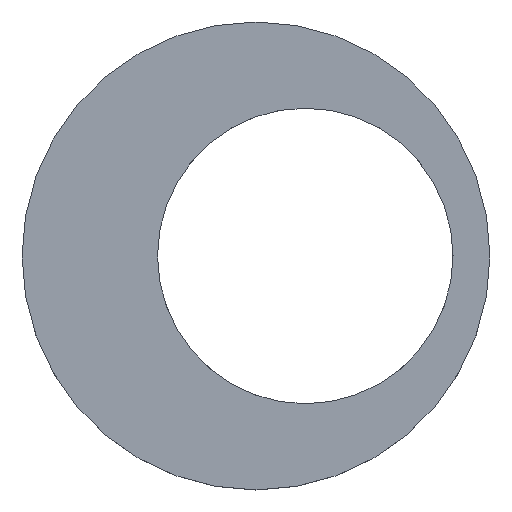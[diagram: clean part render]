
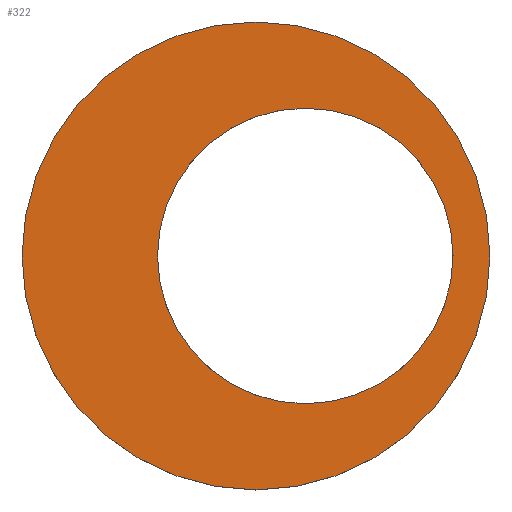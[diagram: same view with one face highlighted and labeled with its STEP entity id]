
A CAD part, top view. The second image highlights one B-rep face of the part: STEP entity #322.
In plain terms, the highlighted planar face has unit normal (0, 0, 1).
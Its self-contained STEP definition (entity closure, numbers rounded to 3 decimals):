
#6 = CIRCLE ( 'NONE', #215, 475. ) ;
#8 = DIRECTION ( 'NONE',  ( 1., 0., 0. ) ) ;
#10 = CARTESIAN_POINT ( 'NONE',  ( -475., 0., 95. ) ) ;
#22 = DIRECTION ( 'NONE',  ( 0., 0., 1. ) ) ;
#36 = EDGE_LOOP ( 'NONE', ( #209, #260 ) ) ;
#39 = EDGE_CURVE ( 'NONE', #108, #316, #6, .T. ) ;
#52 = AXIS2_PLACEMENT_3D ( 'NONE', #373, #104, #315 ) ;
#55 = CIRCLE ( 'NONE', #134, 300. ) ;
#67 = EDGE_LOOP ( 'NONE', ( #406, #253 ) ) ;
#99 = DIRECTION ( 'NONE',  ( 0., 0., 1. ) ) ;
#104 = DIRECTION ( 'NONE',  ( 0., 0., 1. ) ) ;
#108 = VERTEX_POINT ( 'NONE', #10 ) ;
#114 = AXIS2_PLACEMENT_3D ( 'NONE', #343, #266, #440 ) ;
#134 = AXIS2_PLACEMENT_3D ( 'NONE', #235, #22, #271 ) ;
#168 = EDGE_CURVE ( 'NONE', #415, #350, #368, .T. ) ;
#202 = FACE_BOUND ( 'NONE', #67, .T. ) ;
#205 = DIRECTION ( 'NONE',  ( 1., 0., 0. ) ) ;
#209 = ORIENTED_EDGE ( 'NONE', *, *, #39, .T. ) ;
#215 = AXIS2_PLACEMENT_3D ( 'NONE', #295, #428, #205 ) ;
#228 = AXIS2_PLACEMENT_3D ( 'NONE', #401, #99, #8 ) ;
#235 = CARTESIAN_POINT ( 'NONE',  ( 100., 0., 95. ) ) ;
#242 = CARTESIAN_POINT ( 'NONE',  ( -200., 0., 95. ) ) ;
#243 = EDGE_CURVE ( 'NONE', #350, #415, #55, .T. ) ;
#244 = PLANE ( 'NONE',  #52 ) ;
#253 = ORIENTED_EDGE ( 'NONE', *, *, #168, .F. ) ;
#260 = ORIENTED_EDGE ( 'NONE', *, *, #411, .T. ) ;
#266 = DIRECTION ( 'NONE',  ( 0., 0., 1. ) ) ;
#271 = DIRECTION ( 'NONE',  ( 1., 0., 0. ) ) ;
#277 = CARTESIAN_POINT ( 'NONE',  ( 400., 0., 95. ) ) ;
#292 = CIRCLE ( 'NONE', #228, 475. ) ;
#295 = CARTESIAN_POINT ( 'NONE',  ( 0., 0., 95. ) ) ;
#315 = DIRECTION ( 'NONE',  ( 1., 0., 0. ) ) ;
#316 = VERTEX_POINT ( 'NONE', #398 ) ;
#322 = ADVANCED_FACE ( 'NONE', ( #202, #437 ), #244, .T. ) ;
#343 = CARTESIAN_POINT ( 'NONE',  ( 100., 0., 95. ) ) ;
#350 = VERTEX_POINT ( 'NONE', #277 ) ;
#368 = CIRCLE ( 'NONE', #114, 300. ) ;
#373 = CARTESIAN_POINT ( 'NONE',  ( 0., 0., 95. ) ) ;
#398 = CARTESIAN_POINT ( 'NONE',  ( 475., 0., 95. ) ) ;
#401 = CARTESIAN_POINT ( 'NONE',  ( 0., 0., 95. ) ) ;
#406 = ORIENTED_EDGE ( 'NONE', *, *, #243, .F. ) ;
#411 = EDGE_CURVE ( 'NONE', #316, #108, #292, .T. ) ;
#415 = VERTEX_POINT ( 'NONE', #242 ) ;
#428 = DIRECTION ( 'NONE',  ( 0., 0., 1. ) ) ;
#437 = FACE_OUTER_BOUND ( 'NONE', #36, .T. ) ;
#440 = DIRECTION ( 'NONE',  ( 1., 0., 0. ) ) ;
